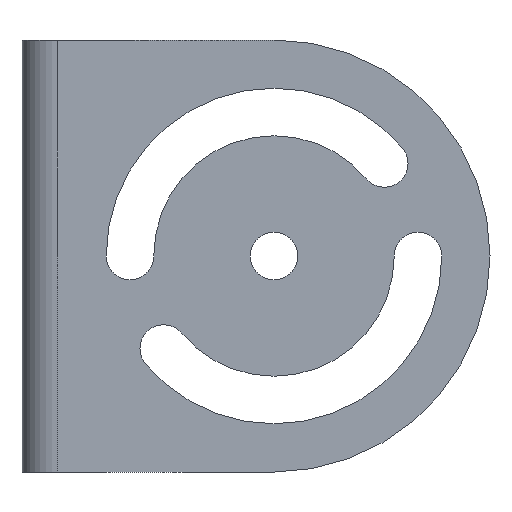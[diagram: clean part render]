
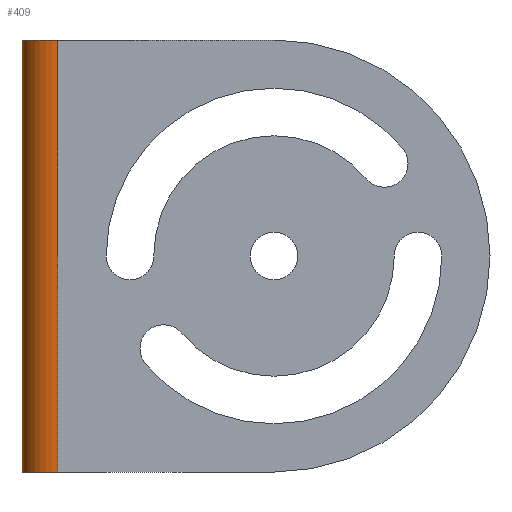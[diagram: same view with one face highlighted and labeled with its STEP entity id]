
A CAD part, left-side view. The second image highlights one B-rep face of the part: STEP entity #409.
In plain terms, the highlighted cylindrical face has radius 5 mm (diameter 10 mm), a partial arc.
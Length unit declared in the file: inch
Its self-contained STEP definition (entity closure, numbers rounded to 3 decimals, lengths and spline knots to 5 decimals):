
#47 = DIRECTION ( 'NONE',  ( 0., 0., -1. ) ) ;
#262 = CARTESIAN_POINT ( 'NONE',  ( -4.08598, 1.22388, 2.41029 ) ) ;
#319 = LINE ( 'NONE', #468, #1438 ) ;
#409 = ADVANCED_FACE ( 'NONE', ( #1123 ), #1896, .T. ) ;
#468 = CARTESIAN_POINT ( 'NONE',  ( -4.08598, 1.22388, 2.41029 ) ) ;
#555 = DIRECTION ( 'NONE',  ( 1., 0., 0. ) ) ;
#649 = CIRCLE ( 'NONE', #1372, 0.19685 ) ;
#697 = DIRECTION ( 'NONE',  ( 0., 0., -1. ) ) ;
#701 = LINE ( 'NONE', #1757, #1893 ) ;
#709 = ORIENTED_EDGE ( 'NONE', *, *, #2041, .T. ) ;
#717 = ORIENTED_EDGE ( 'NONE', *, *, #1095, .F. ) ;
#757 = EDGE_CURVE ( 'NONE', #2008, #1181, #701, .T. ) ;
#964 = AXIS2_PLACEMENT_3D ( 'NONE', #2174, #1852, #1668 ) ;
#984 = DIRECTION ( 'NONE',  ( 0., 0., -1. ) ) ;
#1046 = CARTESIAN_POINT ( 'NONE',  ( -3.88913, 1.22388, 2.41029 ) ) ;
#1047 = CARTESIAN_POINT ( 'NONE',  ( -4.08598, 1.22388, 0.04808 ) ) ;
#1084 = VERTEX_POINT ( 'NONE', #262 ) ;
#1095 = EDGE_CURVE ( 'NONE', #1433, #1181, #649, .T. ) ;
#1106 = ORIENTED_EDGE ( 'NONE', *, *, #1999, .F. ) ;
#1123 = FACE_OUTER_BOUND ( 'NONE', #1773, .T. ) ;
#1143 = DIRECTION ( 'NONE',  ( 0., 0., -1. ) ) ;
#1154 = CARTESIAN_POINT ( 'NONE',  ( -3.88913, 1.42073, 0.04808 ) ) ;
#1181 = VERTEX_POINT ( 'NONE', #1154 ) ;
#1316 = CARTESIAN_POINT ( 'NONE',  ( -3.88913, 1.42073, 2.41029 ) ) ;
#1372 = AXIS2_PLACEMENT_3D ( 'NONE', #1672, #1143, #2045 ) ;
#1433 = VERTEX_POINT ( 'NONE', #1047 ) ;
#1438 = VECTOR ( 'NONE', #984, 39.37008 ) ;
#1630 = ORIENTED_EDGE ( 'NONE', *, *, #757, .T. ) ;
#1668 = DIRECTION ( 'NONE',  ( -1., 0., 0. ) ) ;
#1672 = CARTESIAN_POINT ( 'NONE',  ( -3.88913, 1.22388, 0.04808 ) ) ;
#1757 = CARTESIAN_POINT ( 'NONE',  ( -3.88913, 1.42073, 2.41029 ) ) ;
#1773 = EDGE_LOOP ( 'NONE', ( #717, #1106, #709, #1630 ) ) ;
#1806 = CIRCLE ( 'NONE', #2210, 0.19685 ) ;
#1852 = DIRECTION ( 'NONE',  ( 0., 0., -1. ) ) ;
#1893 = VECTOR ( 'NONE', #697, 39.37008 ) ;
#1896 = CYLINDRICAL_SURFACE ( 'NONE', #964, 0.19685 ) ;
#1999 = EDGE_CURVE ( 'NONE', #1084, #1433, #319, .T. ) ;
#2008 = VERTEX_POINT ( 'NONE', #1316 ) ;
#2041 = EDGE_CURVE ( 'NONE', #1084, #2008, #1806, .T. ) ;
#2045 = DIRECTION ( 'NONE',  ( 1., 0., 0. ) ) ;
#2174 = CARTESIAN_POINT ( 'NONE',  ( -3.88913, 1.22388, 2.41029 ) ) ;
#2210 = AXIS2_PLACEMENT_3D ( 'NONE', #1046, #47, #555 ) ;
